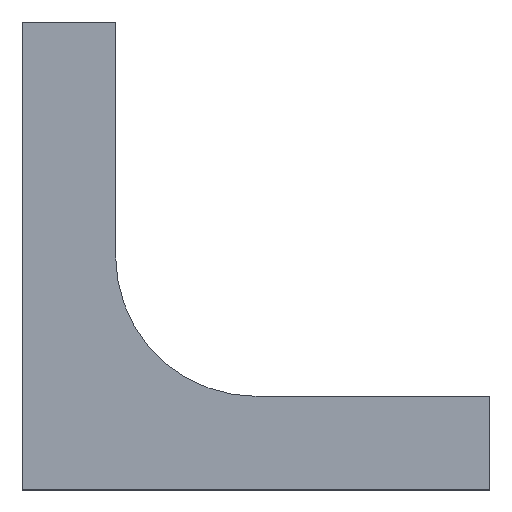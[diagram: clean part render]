
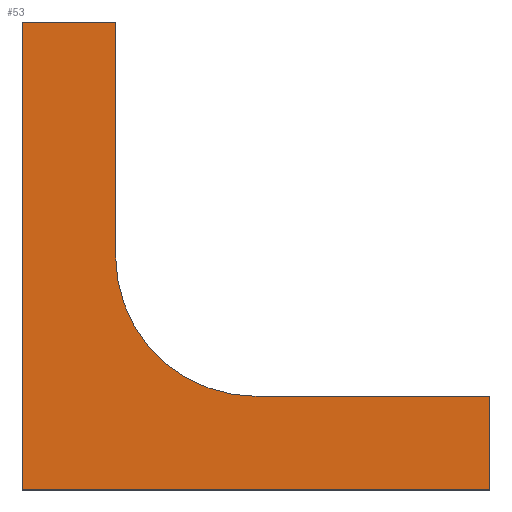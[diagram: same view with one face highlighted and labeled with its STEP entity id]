
A CAD part, top view. The second image highlights one B-rep face of the part: STEP entity #53.
In plain terms, the highlighted planar face has unit normal (0, 0, 1).
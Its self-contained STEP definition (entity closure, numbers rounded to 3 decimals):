
#53=ADVANCED_FACE('',(#70),#71,.T.);
#70=FACE_OUTER_BOUND('',#88,.T.);
#71=PLANE('',#89);
#88=EDGE_LOOP('',(#141,#142,#143,#144,#145,#146,#147));
#89=AXIS2_PLACEMENT_3D('',#148,#149,#150);
#141=ORIENTED_EDGE('',*,*,#161,.F.);
#142=ORIENTED_EDGE('',*,*,#180,.F.);
#143=ORIENTED_EDGE('',*,*,#177,.F.);
#144=ORIENTED_EDGE('',*,*,#174,.F.);
#145=ORIENTED_EDGE('',*,*,#171,.F.);
#146=ORIENTED_EDGE('',*,*,#168,.F.);
#147=ORIENTED_EDGE('',*,*,#165,.F.);
#148=CARTESIAN_POINT('',(17.34,15.659,5.0));
#149=DIRECTION('',(0.0,0.0,1.0));
#150=DIRECTION('',(1.0,0.0,0.0));
#161=EDGE_CURVE('',#182,#183,#184,.T.);
#165=EDGE_CURVE('',#183,#190,#191,.T.);
#168=EDGE_CURVE('',#190,#195,#196,.T.);
#171=EDGE_CURVE('',#195,#200,#201,.T.);
#174=EDGE_CURVE('',#200,#205,#206,.T.);
#177=EDGE_CURVE('',#205,#210,#211,.T.);
#180=EDGE_CURVE('',#210,#182,#215,.T.);
#182=VERTEX_POINT('',#217);
#183=VERTEX_POINT('',#218);
#184=LINE('',#219,#220);
#190=VERTEX_POINT('',#229);
#191=LINE('',#230,#231);
#195=VERTEX_POINT('',#237);
#196=LINE('',#238,#239);
#200=VERTEX_POINT('',#245);
#201=CIRCLE('',#246,15.0);
#205=VERTEX_POINT('',#251);
#206=LINE('',#252,#253);
#210=VERTEX_POINT('',#259);
#211=LINE('',#260,#261);
#215=LINE('',#267,#268);
#217=CARTESIAN_POINT('',(0.0,-1.681,5.0));
#218=CARTESIAN_POINT('',(0.0,48.319,5.0));
#219=CARTESIAN_POINT('',(0.0,-1.681,5.0));
#220=VECTOR('',#271,1.0);
#229=CARTESIAN_POINT('',(10.0,48.319,5.0));
#230=CARTESIAN_POINT('',(0.0,48.319,5.0));
#231=VECTOR('',#275,1.0);
#237=CARTESIAN_POINT('',(10.0,23.319,5.0));
#238=CARTESIAN_POINT('',(10.0,48.319,5.0));
#239=VECTOR('',#278,1.0);
#245=CARTESIAN_POINT('',(25.0,8.319,5.0));
#246=AXIS2_PLACEMENT_3D('',#281,#282,#283);
#251=CARTESIAN_POINT('',(50.0,8.319,5.0));
#252=CARTESIAN_POINT('',(25.0,8.319,5.0));
#253=VECTOR('',#288,1.0);
#259=CARTESIAN_POINT('',(50.0,-1.681,5.0));
#260=CARTESIAN_POINT('',(50.0,8.319,5.0));
#261=VECTOR('',#291,1.0);
#267=CARTESIAN_POINT('',(50.0,-1.681,5.0));
#268=VECTOR('',#294,1.0);
#271=DIRECTION('',(0.0,1.0,0.0));
#275=DIRECTION('',(1.0,0.,0.0));
#278=DIRECTION('',(0.0,-1.0,0.0));
#281=CARTESIAN_POINT('',(25.0,23.319,5.0));
#282=DIRECTION('',(0.0,0.0,1.0));
#283=DIRECTION('',(1.0,0.0,0.0));
#288=DIRECTION('',(1.0,0.0,0.0));
#291=DIRECTION('',(0.0,-1.0,0.0));
#294=DIRECTION('',(-1.0,0.0,0.0));
